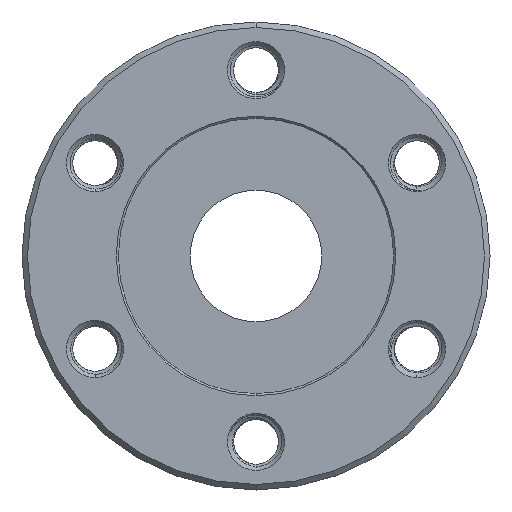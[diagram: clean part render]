
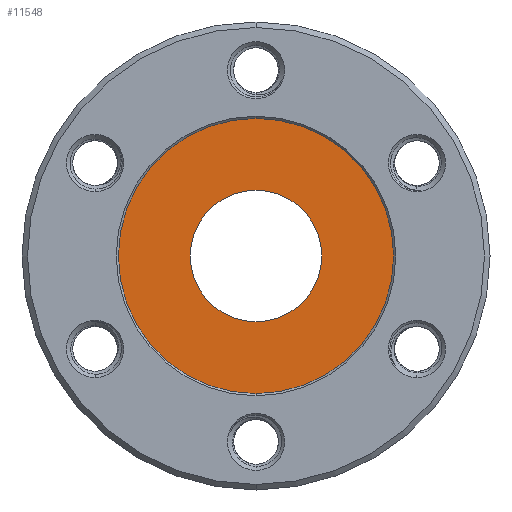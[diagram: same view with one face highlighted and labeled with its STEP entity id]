
A CAD part, front view. The second image highlights one B-rep face of the part: STEP entity #11548.
In plain terms, the highlighted planar face has unit normal (0, -1, 0).
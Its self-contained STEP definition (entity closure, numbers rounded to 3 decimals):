
#104 = CIRCLE ( 'NONE', #12808, 4.775 ) ;
#276 = AXIS2_PLACEMENT_3D ( 'NONE', #7366, #16398, #8707 ) ;
#807 = ORIENTED_EDGE ( 'NONE', *, *, #7189, .T. ) ;
#1547 = CARTESIAN_POINT ( 'NONE',  ( 0., 1.8, 0. ) ) ;
#1672 = EDGE_CURVE ( 'NONE', #14722, #4239, #12088, .T. ) ;
#2696 = ORIENTED_EDGE ( 'NONE', *, *, #1672, .T. ) ;
#3337 = EDGE_CURVE ( 'NONE', #4239, #14722, #9827, .T. ) ;
#3511 = PLANE ( 'NONE',  #12442 ) ;
#4239 = VERTEX_POINT ( 'NONE', #6021 ) ;
#4560 = AXIS2_PLACEMENT_3D ( 'NONE', #1547, #13312, #14425 ) ;
#4736 = EDGE_LOOP ( 'NONE', ( #2696, #11642 ) ) ;
#4840 = CARTESIAN_POINT ( 'NONE',  ( 0., 1.8, 9.6 ) ) ;
#5376 = FACE_OUTER_BOUND ( 'NONE', #4736, .T. ) ;
#5682 = CARTESIAN_POINT ( 'NONE',  ( 0., 1.8, -4.775 ) ) ;
#6021 = CARTESIAN_POINT ( 'NONE',  ( 0., 1.8, 10.725 ) ) ;
#6753 = CARTESIAN_POINT ( 'NONE',  ( 0., 1.8, 0. ) ) ;
#7189 = EDGE_CURVE ( 'NONE', #8001, #11831, #16133, .T. ) ;
#7247 = DIRECTION ( 'NONE',  ( 0., 1., 0. ) ) ;
#7366 = CARTESIAN_POINT ( 'NONE',  ( 0., 1.8, 0. ) ) ;
#8001 = VERTEX_POINT ( 'NONE', #5682 ) ;
#8099 = DIRECTION ( 'NONE',  ( 0., 0., -1. ) ) ;
#8707 = DIRECTION ( 'NONE',  ( 0., 0., 1. ) ) ;
#8842 = DIRECTION ( 'NONE',  ( 0., 0., 1. ) ) ;
#9105 = AXIS2_PLACEMENT_3D ( 'NONE', #6753, #15807, #8099 ) ;
#9287 = ORIENTED_EDGE ( 'NONE', *, *, #15770, .T. ) ;
#9827 = CIRCLE ( 'NONE', #9105, 10.725 ) ;
#10297 = EDGE_LOOP ( 'NONE', ( #9287, #807 ) ) ;
#11474 = FACE_BOUND ( 'NONE', #10297, .T. ) ;
#11548 = ADVANCED_FACE ( 'NONE', ( #11474, #5376 ), #3511, .F. ) ;
#11642 = ORIENTED_EDGE ( 'NONE', *, *, #3337, .T. ) ;
#11831 = VERTEX_POINT ( 'NONE', #13303 ) ;
#12088 = CIRCLE ( 'NONE', #4560, 10.725 ) ;
#12442 = AXIS2_PLACEMENT_3D ( 'NONE', #4840, #16530, #8842 ) ;
#12808 = AXIS2_PLACEMENT_3D ( 'NONE', #14980, #7247, #16272 ) ;
#13303 = CARTESIAN_POINT ( 'NONE',  ( 0., 1.8, 4.775 ) ) ;
#13312 = DIRECTION ( 'NONE',  ( 0., -1., 0. ) ) ;
#14425 = DIRECTION ( 'NONE',  ( 0., 0., -1. ) ) ;
#14722 = VERTEX_POINT ( 'NONE', #15170 ) ;
#14980 = CARTESIAN_POINT ( 'NONE',  ( 0., 1.8, 0. ) ) ;
#15170 = CARTESIAN_POINT ( 'NONE',  ( 0., 1.8, -10.725 ) ) ;
#15770 = EDGE_CURVE ( 'NONE', #11831, #8001, #104, .T. ) ;
#15807 = DIRECTION ( 'NONE',  ( 0., -1., 0. ) ) ;
#16133 = CIRCLE ( 'NONE', #276, 4.775 ) ;
#16272 = DIRECTION ( 'NONE',  ( 0., 0., 1. ) ) ;
#16398 = DIRECTION ( 'NONE',  ( 0., 1., 0. ) ) ;
#16530 = DIRECTION ( 'NONE',  ( 0., 1., 0. ) ) ;
